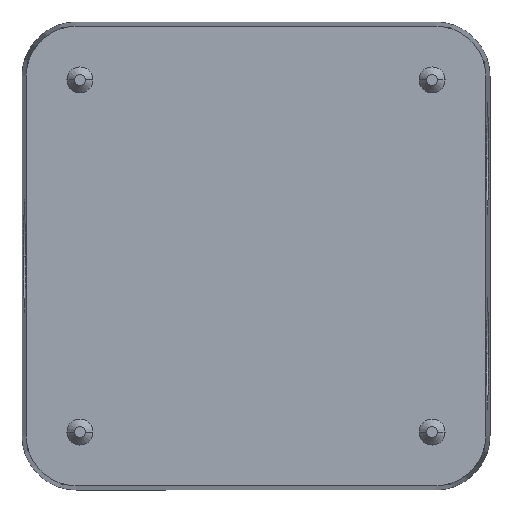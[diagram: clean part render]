
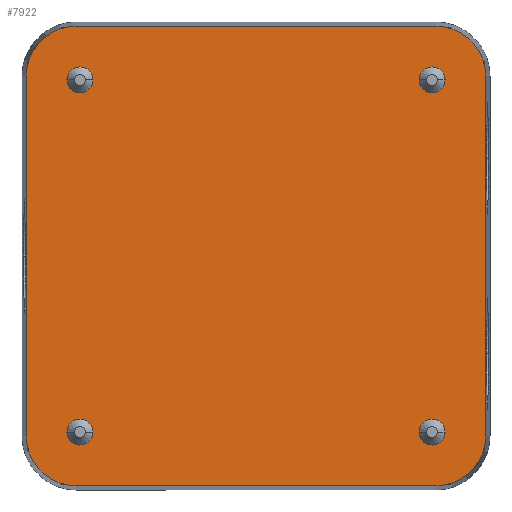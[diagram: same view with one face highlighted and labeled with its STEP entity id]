
A CAD part, front view. The second image highlights one B-rep face of the part: STEP entity #7922.
In plain terms, the highlighted face is planar.
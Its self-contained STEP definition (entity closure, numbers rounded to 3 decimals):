
#88 = EDGE_CURVE ( 'NONE', #16855, #8066, #10657, .T. ) ;
#134 = ORIENTED_EDGE ( 'NONE', *, *, #1428, .F. ) ;
#250 = FACE_OUTER_BOUND ( 'NONE', #9285, .T. ) ;
#595 = CARTESIAN_POINT ( 'NONE',  ( -32.5, -32.5, -44.9 ) ) ;
#602 = DIRECTION ( 'NONE',  ( -1., 0., 0. ) ) ;
#647 = ORIENTED_EDGE ( 'NONE', *, *, #14625, .F. ) ;
#729 = AXIS2_PLACEMENT_3D ( 'NONE', #11145, #14290, #16319 ) ;
#791 = VECTOR ( 'NONE', #3376, 1000. ) ;
#1040 = DIRECTION ( 'NONE',  ( -1., 0., 0. ) ) ;
#1428 = EDGE_CURVE ( 'NONE', #9989, #18497, #4977, .T. ) ;
#1454 = VERTEX_POINT ( 'NONE', #18194 ) ;
#1573 = LINE ( 'NONE', #18717, #5757 ) ;
#1803 = CARTESIAN_POINT ( 'NONE',  ( -33.2, 33.2, -44.9 ) ) ;
#1986 = ORIENTED_EDGE ( 'NONE', *, *, #16805, .F. ) ;
#2180 = AXIS2_PLACEMENT_3D ( 'NONE', #13646, #10289, #8621 ) ;
#2188 = EDGE_CURVE ( 'NONE', #18416, #8833, #21744, .T. ) ;
#2218 = CARTESIAN_POINT ( 'NONE',  ( 33.2, 42.416, -44.9 ) ) ;
#2226 = DIRECTION ( 'NONE',  ( -1., 0., 0. ) ) ;
#2336 = ORIENTED_EDGE ( 'NONE', *, *, #12139, .F. ) ;
#2449 = ORIENTED_EDGE ( 'NONE', *, *, #21492, .F. ) ;
#2486 = EDGE_CURVE ( 'NONE', #18497, #9989, #9235, .T. ) ;
#2744 = DIRECTION ( 'NONE',  ( 0., 0., -1. ) ) ;
#2774 = DIRECTION ( 'NONE',  ( -1., 0., 0. ) ) ;
#2863 = ORIENTED_EDGE ( 'NONE', *, *, #12946, .F. ) ;
#2928 = ORIENTED_EDGE ( 'NONE', *, *, #9075, .F. ) ;
#3209 = DIRECTION ( 'NONE',  ( 0., 1., 0. ) ) ;
#3232 = DIRECTION ( 'NONE',  ( 0., 0., 1. ) ) ;
#3372 = VECTOR ( 'NONE', #3209, 1000. ) ;
#3376 = DIRECTION ( 'NONE',  ( 1., 0., 0. ) ) ;
#3381 = CARTESIAN_POINT ( 'NONE',  ( -30.1, 32.5, -44.9 ) ) ;
#3420 = VERTEX_POINT ( 'NONE', #3617 ) ;
#3617 = CARTESIAN_POINT ( 'NONE',  ( -33.2, 42.416, -44.9 ) ) ;
#3666 = CARTESIAN_POINT ( 'NONE',  ( 30.1, 32.5, -44.9 ) ) ;
#3719 = CARTESIAN_POINT ( 'NONE',  ( 33.2, 33.2, -44.9 ) ) ;
#3768 = AXIS2_PLACEMENT_3D ( 'NONE', #10083, #5277, #10527 ) ;
#3801 = VERTEX_POINT ( 'NONE', #6196 ) ;
#3864 = CARTESIAN_POINT ( 'NONE',  ( 33.2, -42.416, -44.9 ) ) ;
#4073 = DIRECTION ( 'NONE',  ( 0., 0., -1. ) ) ;
#4243 = VERTEX_POINT ( 'NONE', #9214 ) ;
#4399 = CIRCLE ( 'NONE', #19426, 9.216 ) ;
#4434 = CARTESIAN_POINT ( 'NONE',  ( -32.5, -32.5, -44.9 ) ) ;
#4494 = CIRCLE ( 'NONE', #17352, 9.216 ) ;
#4649 = ORIENTED_EDGE ( 'NONE', *, *, #6742, .F. ) ;
#4791 = LINE ( 'NONE', #8265, #3372 ) ;
#4977 = CIRCLE ( 'NONE', #13904, 2.4 ) ;
#5059 = DIRECTION ( 'NONE',  ( 0., 0., 1. ) ) ;
#5277 = DIRECTION ( 'NONE',  ( 0., 0., -1. ) ) ;
#5295 = FACE_BOUND ( 'NONE', #20217, .T. ) ;
#5360 = DIRECTION ( 'NONE',  ( -1., 0., 0. ) ) ;
#5459 = VERTEX_POINT ( 'NONE', #11555 ) ;
#5757 = VECTOR ( 'NONE', #20511, 1000. ) ;
#5890 = ORIENTED_EDGE ( 'NONE', *, *, #88, .F. ) ;
#5921 = CIRCLE ( 'NONE', #18442, 9.216 ) ;
#5998 = CARTESIAN_POINT ( 'NONE',  ( -34.9, -32.5, -44.9 ) ) ;
#6196 = CARTESIAN_POINT ( 'NONE',  ( 34.9, -32.5, -44.9 ) ) ;
#6365 = CARTESIAN_POINT ( 'NONE',  ( 42.416, 33.2, -44.9 ) ) ;
#6742 = EDGE_CURVE ( 'NONE', #3801, #5459, #20050, .T. ) ;
#7077 = FACE_BOUND ( 'NONE', #18626, .T. ) ;
#7251 = EDGE_CURVE ( 'NONE', #1454, #12404, #1573, .T. ) ;
#7316 = AXIS2_PLACEMENT_3D ( 'NONE', #4434, #11249, #11139 ) ;
#7446 = AXIS2_PLACEMENT_3D ( 'NONE', #595, #4073, #1040 ) ;
#7676 = ORIENTED_EDGE ( 'NONE', *, *, #10681, .F. ) ;
#7706 = CARTESIAN_POINT ( 'NONE',  ( 32.5, 32.5, -44.9 ) ) ;
#7922 = ADVANCED_FACE ( 'NONE', ( #15604, #20643, #250, #5295, #7077 ), #13905, .T. ) ;
#8066 = VERTEX_POINT ( 'NONE', #5998 ) ;
#8265 = CARTESIAN_POINT ( 'NONE',  ( 42.416, 33.2, -44.9 ) ) ;
#8621 = DIRECTION ( 'NONE',  ( -1., 0., 0. ) ) ;
#8648 = CARTESIAN_POINT ( 'NONE',  ( -33.2, -42.416, -44.9 ) ) ;
#8731 = CARTESIAN_POINT ( 'NONE',  ( -33.2, -33.2, -44.9 ) ) ;
#8833 = VERTEX_POINT ( 'NONE', #3666 ) ;
#9033 = CARTESIAN_POINT ( 'NONE',  ( -30.1, -32.5, -44.9 ) ) ;
#9075 = EDGE_CURVE ( 'NONE', #8066, #16855, #13392, .T. ) ;
#9214 = CARTESIAN_POINT ( 'NONE',  ( -33.2, -42.416, -44.9 ) ) ;
#9235 = CIRCLE ( 'NONE', #9590, 2.4 ) ;
#9285 = EDGE_LOOP ( 'NONE', ( #12942, #1986, #19337, #7676, #2863, #20554, #12397, #647 ) ) ;
#9590 = AXIS2_PLACEMENT_3D ( 'NONE', #9610, #11603, #2774 ) ;
#9610 = CARTESIAN_POINT ( 'NONE',  ( -32.5, 32.5, -44.9 ) ) ;
#9989 = VERTEX_POINT ( 'NONE', #3381 ) ;
#10083 = CARTESIAN_POINT ( 'NONE',  ( 32.5, 32.5, -44.9 ) ) ;
#10289 = DIRECTION ( 'NONE',  ( 0., 0., -1. ) ) ;
#10434 = ORIENTED_EDGE ( 'NONE', *, *, #2486, .F. ) ;
#10527 = DIRECTION ( 'NONE',  ( -1., 0., 0. ) ) ;
#10657 = CIRCLE ( 'NONE', #7446, 2.4 ) ;
#10681 = EDGE_CURVE ( 'NONE', #4243, #15008, #15248, .T. ) ;
#11010 = DIRECTION ( 'NONE',  ( 0., 0., 1. ) ) ;
#11028 = ORIENTED_EDGE ( 'NONE', *, *, #2188, .F. ) ;
#11049 = AXIS2_PLACEMENT_3D ( 'NONE', #7706, #21148, #2226 ) ;
#11139 = DIRECTION ( 'NONE',  ( -1., 0., 0. ) ) ;
#11145 = CARTESIAN_POINT ( 'NONE',  ( 32.5, -32.5, -44.9 ) ) ;
#11249 = DIRECTION ( 'NONE',  ( 0., 0., -1. ) ) ;
#11268 = AXIS2_PLACEMENT_3D ( 'NONE', #19320, #11010, #602 ) ;
#11458 = DIRECTION ( 'NONE',  ( -1., 0., 0. ) ) ;
#11555 = CARTESIAN_POINT ( 'NONE',  ( 30.1, -32.5, -44.9 ) ) ;
#11603 = DIRECTION ( 'NONE',  ( 0., 0., -1. ) ) ;
#12139 = EDGE_CURVE ( 'NONE', #5459, #3801, #21497, .T. ) ;
#12156 = VERTEX_POINT ( 'NONE', #2218 ) ;
#12397 = ORIENTED_EDGE ( 'NONE', *, *, #21408, .F. ) ;
#12404 = VERTEX_POINT ( 'NONE', #13047 ) ;
#12942 = ORIENTED_EDGE ( 'NONE', *, *, #19072, .F. ) ;
#12946 = EDGE_CURVE ( 'NONE', #12404, #4243, #4399, .T. ) ;
#13047 = CARTESIAN_POINT ( 'NONE',  ( -42.416, -33.2, -44.9 ) ) ;
#13112 = EDGE_LOOP ( 'NONE', ( #2449, #11028 ) ) ;
#13392 = CIRCLE ( 'NONE', #7316, 2.4 ) ;
#13409 = CIRCLE ( 'NONE', #3768, 2.4 ) ;
#13535 = DIRECTION ( 'NONE',  ( -1., 0., 0. ) ) ;
#13646 = CARTESIAN_POINT ( 'NONE',  ( 32.5, -32.5, -44.9 ) ) ;
#13904 = AXIS2_PLACEMENT_3D ( 'NONE', #18089, #2744, #11458 ) ;
#13905 = PLANE ( 'NONE',  #18799 ) ;
#14142 = CIRCLE ( 'NONE', #11268, 9.216 ) ;
#14290 = DIRECTION ( 'NONE',  ( 0., 0., -1. ) ) ;
#14372 = DIRECTION ( 'NONE',  ( -1., 0., 0. ) ) ;
#14625 = EDGE_CURVE ( 'NONE', #12156, #3420, #17226, .T. ) ;
#15008 = VERTEX_POINT ( 'NONE', #3864 ) ;
#15248 = LINE ( 'NONE', #8648, #791 ) ;
#15487 = VERTEX_POINT ( 'NONE', #6365 ) ;
#15604 = FACE_BOUND ( 'NONE', #18459, .T. ) ;
#15748 = CARTESIAN_POINT ( 'NONE',  ( 33.2, 33.2, -44.9 ) ) ;
#16249 = DIRECTION ( 'NONE',  ( 0., 0., -1. ) ) ;
#16319 = DIRECTION ( 'NONE',  ( -1., 0., 0. ) ) ;
#16805 = EDGE_CURVE ( 'NONE', #21044, #15487, #4791, .T. ) ;
#16855 = VERTEX_POINT ( 'NONE', #9033 ) ;
#17226 = LINE ( 'NONE', #17442, #19411 ) ;
#17352 = AXIS2_PLACEMENT_3D ( 'NONE', #1803, #5059, #19055 ) ;
#17442 = CARTESIAN_POINT ( 'NONE',  ( -33.2, 42.416, -44.9 ) ) ;
#17940 = CARTESIAN_POINT ( 'NONE',  ( 42.416, -33.2, -44.9 ) ) ;
#18089 = CARTESIAN_POINT ( 'NONE',  ( -32.5, 32.5, -44.9 ) ) ;
#18150 = CARTESIAN_POINT ( 'NONE',  ( 34.9, 32.5, -44.9 ) ) ;
#18194 = CARTESIAN_POINT ( 'NONE',  ( -42.416, 33.2, -44.9 ) ) ;
#18416 = VERTEX_POINT ( 'NONE', #18150 ) ;
#18442 = AXIS2_PLACEMENT_3D ( 'NONE', #15748, #18655, #14372 ) ;
#18459 = EDGE_LOOP ( 'NONE', ( #2336, #4649 ) ) ;
#18497 = VERTEX_POINT ( 'NONE', #21524 ) ;
#18626 = EDGE_LOOP ( 'NONE', ( #2928, #5890 ) ) ;
#18655 = DIRECTION ( 'NONE',  ( 0., 0., 1. ) ) ;
#18717 = CARTESIAN_POINT ( 'NONE',  ( -42.416, 33.2, -44.9 ) ) ;
#18799 = AXIS2_PLACEMENT_3D ( 'NONE', #3719, #16249, #21409 ) ;
#19055 = DIRECTION ( 'NONE',  ( -1., 0., 0. ) ) ;
#19072 = EDGE_CURVE ( 'NONE', #15487, #12156, #5921, .T. ) ;
#19127 = EDGE_CURVE ( 'NONE', #15008, #21044, #14142, .T. ) ;
#19320 = CARTESIAN_POINT ( 'NONE',  ( 33.2, -33.2, -44.9 ) ) ;
#19337 = ORIENTED_EDGE ( 'NONE', *, *, #19127, .F. ) ;
#19411 = VECTOR ( 'NONE', #5360, 1000. ) ;
#19426 = AXIS2_PLACEMENT_3D ( 'NONE', #8731, #3232, #13535 ) ;
#20050 = CIRCLE ( 'NONE', #729, 2.4 ) ;
#20217 = EDGE_LOOP ( 'NONE', ( #10434, #134 ) ) ;
#20511 = DIRECTION ( 'NONE',  ( 0., -1., 0. ) ) ;
#20554 = ORIENTED_EDGE ( 'NONE', *, *, #7251, .F. ) ;
#20643 = FACE_BOUND ( 'NONE', #13112, .T. ) ;
#21044 = VERTEX_POINT ( 'NONE', #17940 ) ;
#21148 = DIRECTION ( 'NONE',  ( 0., 0., -1. ) ) ;
#21408 = EDGE_CURVE ( 'NONE', #3420, #1454, #4494, .T. ) ;
#21409 = DIRECTION ( 'NONE',  ( -1., 0., 0. ) ) ;
#21492 = EDGE_CURVE ( 'NONE', #8833, #18416, #13409, .T. ) ;
#21497 = CIRCLE ( 'NONE', #2180, 2.4 ) ;
#21524 = CARTESIAN_POINT ( 'NONE',  ( -34.9, 32.5, -44.9 ) ) ;
#21744 = CIRCLE ( 'NONE', #11049, 2.4 ) ;
